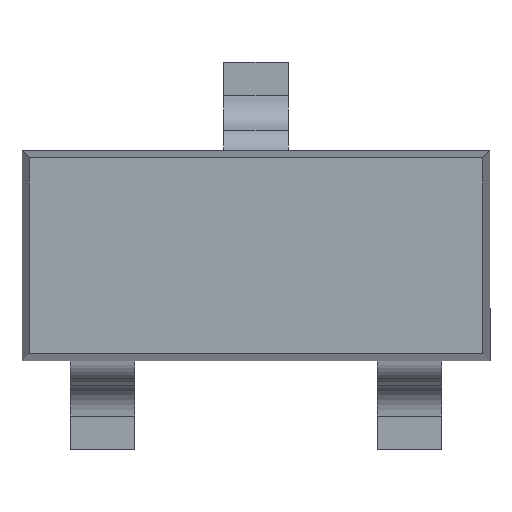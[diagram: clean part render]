
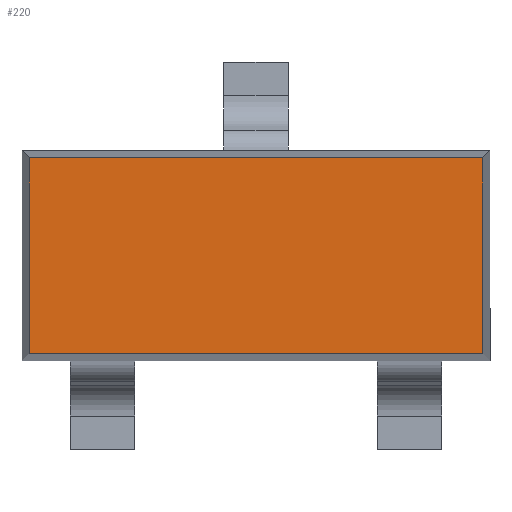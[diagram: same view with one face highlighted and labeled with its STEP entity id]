
A CAD part, top view. The second image highlights one B-rep face of the part: STEP entity #220.
In plain terms, the highlighted planar face has unit normal (0, 0, 1).
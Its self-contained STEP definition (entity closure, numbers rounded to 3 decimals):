
#8 = DIRECTION ( 'NONE',  ( 0., 0., 1. ) ) ;
#20 = DIRECTION ( 'NONE',  ( 1., 0., 0. ) ) ;
#21 = EDGE_LOOP ( 'NONE', ( #1162, #1147, #1157, #1174 ) ) ;
#83 = VERTEX_POINT ( 'NONE', #540 ) ;
#102 = DIRECTION ( 'NONE',  ( -1., 0., 0. ) ) ;
#175 = EDGE_CURVE ( 'NONE', #978, #83, #1210, .T. ) ;
#202 = CARTESIAN_POINT ( 'NONE',  ( -1.45, 0.606, 0.95 ) ) ;
#208 = VERTEX_POINT ( 'NONE', #1138 ) ;
#213 = CARTESIAN_POINT ( 'NONE',  ( -1.406, -0.606, 0.95 ) ) ;
#220 = ADVANCED_FACE ( 'NONE', ( #932 ), #1278, .T. ) ;
#319 = VECTOR ( 'NONE', #1047, 1000. ) ;
#341 = LINE ( 'NONE', #1001, #319 ) ;
#365 = VECTOR ( 'NONE', #569, 1000. ) ;
#374 = LINE ( 'NONE', #483, #365 ) ;
#384 = VECTOR ( 'NONE', #102, 1000. ) ;
#393 = LINE ( 'NONE', #202, #384 ) ;
#422 = VERTEX_POINT ( 'NONE', #213 ) ;
#483 = CARTESIAN_POINT ( 'NONE',  ( 1.45, -0.606, 0.95 ) ) ;
#540 = CARTESIAN_POINT ( 'NONE',  ( 1.406, 0.606, 0.95 ) ) ;
#569 = DIRECTION ( 'NONE',  ( 1., 0., 0. ) ) ;
#809 = EDGE_CURVE ( 'NONE', #83, #208, #393, .T. ) ;
#829 = EDGE_CURVE ( 'NONE', #422, #978, #374, .T. ) ;
#871 = EDGE_CURVE ( 'NONE', #208, #422, #341, .T. ) ;
#900 = CARTESIAN_POINT ( 'NONE',  ( 1.406, 0.65, 0.95 ) ) ;
#932 = FACE_OUTER_BOUND ( 'NONE', #21, .T. ) ;
#978 = VERTEX_POINT ( 'NONE', #1286 ) ;
#984 = DIRECTION ( 'NONE',  ( 0., 1., 0. ) ) ;
#1001 = CARTESIAN_POINT ( 'NONE',  ( -1.406, -0.65, 0.95 ) ) ;
#1047 = DIRECTION ( 'NONE',  ( 0., -1., 0. ) ) ;
#1138 = CARTESIAN_POINT ( 'NONE',  ( -1.406, 0.606, 0.95 ) ) ;
#1147 = ORIENTED_EDGE ( 'NONE', *, *, #809, .T. ) ;
#1157 = ORIENTED_EDGE ( 'NONE', *, *, #871, .T. ) ;
#1162 = ORIENTED_EDGE ( 'NONE', *, *, #175, .T. ) ;
#1174 = ORIENTED_EDGE ( 'NONE', *, *, #829, .T. ) ;
#1203 = AXIS2_PLACEMENT_3D ( 'NONE', #1282, #8, #20 ) ;
#1204 = VECTOR ( 'NONE', #984, 1000. ) ;
#1210 = LINE ( 'NONE', #900, #1204 ) ;
#1278 = PLANE ( 'NONE',  #1203 ) ;
#1282 = CARTESIAN_POINT ( 'NONE',  ( 0., 0., 0.95 ) ) ;
#1286 = CARTESIAN_POINT ( 'NONE',  ( 1.406, -0.606, 0.95 ) ) ;
